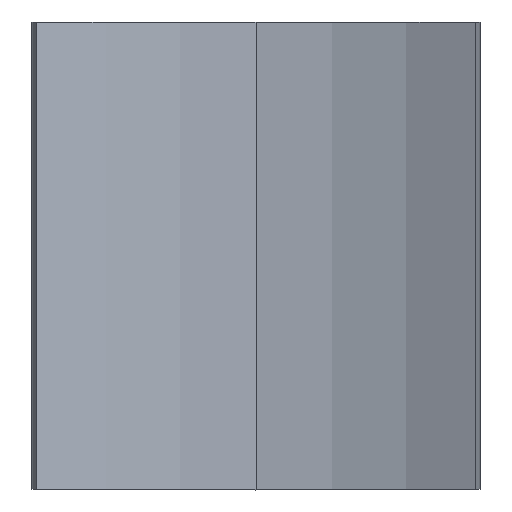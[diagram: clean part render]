
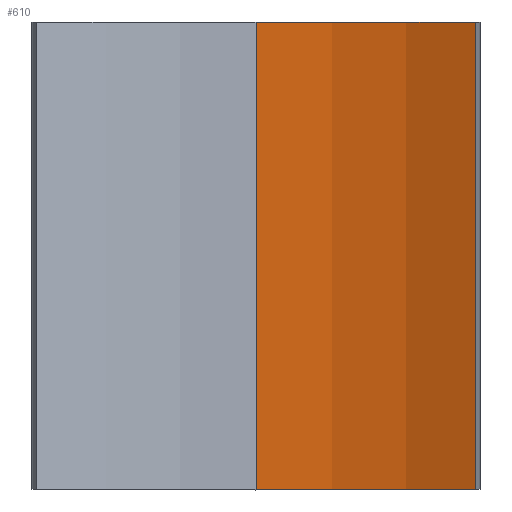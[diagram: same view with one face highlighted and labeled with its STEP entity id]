
A CAD part, top view. The second image highlights one B-rep face of the part: STEP entity #610.
In plain terms, the highlighted cylindrical face has radius 46 mm (diameter 92 mm), a partial arc.
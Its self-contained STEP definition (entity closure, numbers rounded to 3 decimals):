
#29 = VECTOR ( 'NONE', #319, 1000. ) ;
#126 = CARTESIAN_POINT ( 'NONE',  ( 23., 49., 34.153 ) ) ;
#136 = DIRECTION ( 'NONE',  ( 0., 0., 1. ) ) ;
#171 = VECTOR ( 'NONE', #492, 1000. ) ;
#193 = CARTESIAN_POINT ( 'NONE',  ( 0., 49., 73.99 ) ) ;
#206 = DIRECTION ( 'NONE',  ( 0., -1., 0. ) ) ;
#236 = ORIENTED_EDGE ( 'NONE', *, *, #424, .F. ) ;
#282 = FACE_OUTER_BOUND ( 'NONE', #877, .T. ) ;
#284 = CARTESIAN_POINT ( 'NONE',  ( 0., 4., 27.99 ) ) ;
#319 = DIRECTION ( 'NONE',  ( 0., -1., 0. ) ) ;
#339 = CARTESIAN_POINT ( 'NONE',  ( 0., 0., 73.99 ) ) ;
#342 = CYLINDRICAL_SURFACE ( 'NONE', #788, 46. ) ;
#358 = CARTESIAN_POINT ( 'NONE',  ( 0., 4., 73.99 ) ) ;
#410 = CARTESIAN_POINT ( 'NONE',  ( 23., 0., 34.153 ) ) ;
#424 = EDGE_CURVE ( 'NONE', #704, #566, #565, .T. ) ;
#427 = ORIENTED_EDGE ( 'NONE', *, *, #787, .T. ) ;
#432 = AXIS2_PLACEMENT_3D ( 'NONE', #339, #465, #136 ) ;
#445 = EDGE_CURVE ( 'NONE', #566, #659, #662, .T. ) ;
#465 = DIRECTION ( 'NONE',  ( 0., 1., 0. ) ) ;
#492 = DIRECTION ( 'NONE',  ( 0., -1., 0. ) ) ;
#504 = ORIENTED_EDGE ( 'NONE', *, *, #445, .F. ) ;
#507 = VERTEX_POINT ( 'NONE', #684 ) ;
#518 = EDGE_CURVE ( 'NONE', #659, #507, #590, .T. ) ;
#521 = DIRECTION ( 'NONE',  ( 0., 0., 1. ) ) ;
#565 = CIRCLE ( 'NONE', #707, 46. ) ;
#566 = VERTEX_POINT ( 'NONE', #126 ) ;
#590 = CIRCLE ( 'NONE', #432, 46. ) ;
#598 = DIRECTION ( 'NONE',  ( 0., -1., 0. ) ) ;
#610 = ADVANCED_FACE ( 'NONE', ( #282 ), #342, .F. ) ;
#619 = DIRECTION ( 'NONE',  ( 0., 0., -1. ) ) ;
#659 = VERTEX_POINT ( 'NONE', #410 ) ;
#662 = LINE ( 'NONE', #874, #29 ) ;
#684 = CARTESIAN_POINT ( 'NONE',  ( 0., 0., 27.99 ) ) ;
#704 = VERTEX_POINT ( 'NONE', #777 ) ;
#707 = AXIS2_PLACEMENT_3D ( 'NONE', #193, #598, #521 ) ;
#772 = LINE ( 'NONE', #284, #171 ) ;
#777 = CARTESIAN_POINT ( 'NONE',  ( 0., 49., 27.99 ) ) ;
#787 = EDGE_CURVE ( 'NONE', #704, #507, #772, .T. ) ;
#788 = AXIS2_PLACEMENT_3D ( 'NONE', #358, #206, #619 ) ;
#868 = ORIENTED_EDGE ( 'NONE', *, *, #518, .F. ) ;
#874 = CARTESIAN_POINT ( 'NONE',  ( 23., 4., 34.153 ) ) ;
#877 = EDGE_LOOP ( 'NONE', ( #236, #427, #868, #504 ) ) ;
